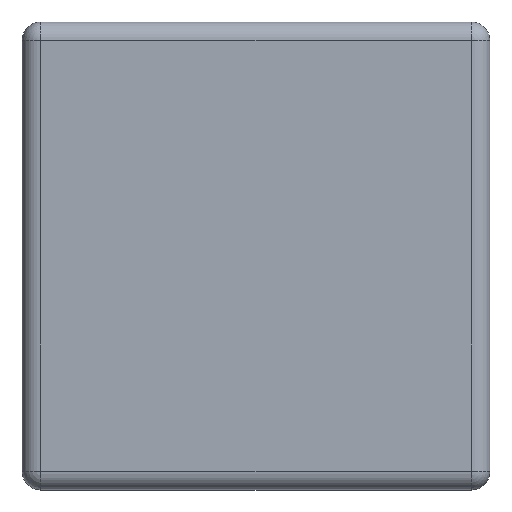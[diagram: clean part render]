
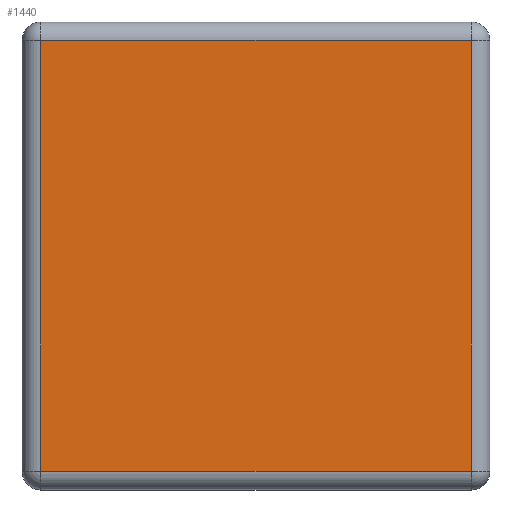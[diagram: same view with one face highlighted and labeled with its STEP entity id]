
A CAD part, top view. The second image highlights one B-rep face of the part: STEP entity #1440.
In plain terms, the highlighted planar face has unit normal (0, 0, 1).
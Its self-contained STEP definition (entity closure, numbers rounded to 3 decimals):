
#723 = CYLINDRICAL_SURFACE('',#724,1.);
#724 = AXIS2_PLACEMENT_3D('',#725,#726,#727);
#725 = CARTESIAN_POINT('',(0.,1.,9.2));
#726 = DIRECTION('',(1.,0.,0.));
#727 = DIRECTION('',(0.,-1.,-0.));
#1071 = VERTEX_POINT('',#1072);
#1072 = CARTESIAN_POINT('',(1.,1.,10.2));
#1092 = EDGE_CURVE('',#1071,#1093,#1095,.T.);
#1093 = VERTEX_POINT('',#1094);
#1094 = CARTESIAN_POINT('',(24.4,1.,10.2));
#1095 = SURFACE_CURVE('',#1096,(#1100,#1107),.PCURVE_S1.);
#1096 = LINE('',#1097,#1098);
#1097 = CARTESIAN_POINT('',(0.,1.,10.2));
#1098 = VECTOR('',#1099,1.);
#1099 = DIRECTION('',(1.,0.,0.));
#1100 = PCURVE('',#723,#1101);
#1101 = DEFINITIONAL_REPRESENTATION('',(#1102),#1106);
#1102 = LINE('',#1103,#1104);
#1103 = CARTESIAN_POINT('',(-1.571,0.));
#1104 = VECTOR('',#1105,1.);
#1105 = DIRECTION('',(-0.,1.));
#1106 = ( GEOMETRIC_REPRESENTATION_CONTEXT(2) 
PARAMETRIC_REPRESENTATION_CONTEXT() REPRESENTATION_CONTEXT('2D SPACE',''
  ) );
#1107 = PCURVE('',#1108,#1113);
#1108 = PLANE('',#1109);
#1109 = AXIS2_PLACEMENT_3D('',#1110,#1111,#1112);
#1110 = CARTESIAN_POINT('',(12.7,12.7,10.2));
#1111 = DIRECTION('',(0.,0.,1.));
#1112 = DIRECTION('',(1.,0.,0.));
#1113 = DEFINITIONAL_REPRESENTATION('',(#1114),#1118);
#1114 = LINE('',#1115,#1116);
#1115 = CARTESIAN_POINT('',(-12.7,-11.7));
#1116 = VECTOR('',#1117,1.);
#1117 = DIRECTION('',(1.,0.));
#1118 = ( GEOMETRIC_REPRESENTATION_CONTEXT(2) 
PARAMETRIC_REPRESENTATION_CONTEXT() REPRESENTATION_CONTEXT('2D SPACE',''
  ) );
#1182 = CYLINDRICAL_SURFACE('',#1183,1.);
#1183 = AXIS2_PLACEMENT_3D('',#1184,#1185,#1186);
#1184 = CARTESIAN_POINT('',(1.,25.4,9.2));
#1185 = DIRECTION('',(0.,-1.,0.));
#1186 = DIRECTION('',(-1.,0.,0.));
#1216 = CYLINDRICAL_SURFACE('',#1217,1.);
#1217 = AXIS2_PLACEMENT_3D('',#1218,#1219,#1220);
#1218 = CARTESIAN_POINT('',(24.4,0.,9.2));
#1219 = DIRECTION('',(0.,1.,0.));
#1220 = DIRECTION('',(1.,0.,-0.));
#1378 = CYLINDRICAL_SURFACE('',#1379,1.);
#1379 = AXIS2_PLACEMENT_3D('',#1380,#1381,#1382);
#1380 = CARTESIAN_POINT('',(25.4,24.4,9.2));
#1381 = DIRECTION('',(-1.,0.,0.));
#1382 = DIRECTION('',(0.,1.,-0.));
#1440 = ADVANCED_FACE('',(#1441),#1108,.T.);
#1441 = FACE_BOUND('',#1442,.T.);
#1442 = EDGE_LOOP('',(#1443,#1444,#1467,#1490));
#1443 = ORIENTED_EDGE('',*,*,#1092,.T.);
#1444 = ORIENTED_EDGE('',*,*,#1445,.T.);
#1445 = EDGE_CURVE('',#1093,#1446,#1448,.T.);
#1446 = VERTEX_POINT('',#1447);
#1447 = CARTESIAN_POINT('',(24.4,24.4,10.2));
#1448 = SURFACE_CURVE('',#1449,(#1453,#1460),.PCURVE_S1.);
#1449 = LINE('',#1450,#1451);
#1450 = CARTESIAN_POINT('',(24.4,0.,10.2));
#1451 = VECTOR('',#1452,1.);
#1452 = DIRECTION('',(0.,1.,0.));
#1453 = PCURVE('',#1108,#1454);
#1454 = DEFINITIONAL_REPRESENTATION('',(#1455),#1459);
#1455 = LINE('',#1456,#1457);
#1456 = CARTESIAN_POINT('',(11.7,-12.7));
#1457 = VECTOR('',#1458,1.);
#1458 = DIRECTION('',(0.,1.));
#1459 = ( GEOMETRIC_REPRESENTATION_CONTEXT(2) 
PARAMETRIC_REPRESENTATION_CONTEXT() REPRESENTATION_CONTEXT('2D SPACE',''
  ) );
#1460 = PCURVE('',#1216,#1461);
#1461 = DEFINITIONAL_REPRESENTATION('',(#1462),#1466);
#1462 = LINE('',#1463,#1464);
#1463 = CARTESIAN_POINT('',(-1.571,0.));
#1464 = VECTOR('',#1465,1.);
#1465 = DIRECTION('',(-0.,1.));
#1466 = ( GEOMETRIC_REPRESENTATION_CONTEXT(2) 
PARAMETRIC_REPRESENTATION_CONTEXT() REPRESENTATION_CONTEXT('2D SPACE',''
  ) );
#1467 = ORIENTED_EDGE('',*,*,#1468,.T.);
#1468 = EDGE_CURVE('',#1446,#1469,#1471,.T.);
#1469 = VERTEX_POINT('',#1470);
#1470 = CARTESIAN_POINT('',(1.,24.4,10.2));
#1471 = SURFACE_CURVE('',#1472,(#1476,#1483),.PCURVE_S1.);
#1472 = LINE('',#1473,#1474);
#1473 = CARTESIAN_POINT('',(25.4,24.4,10.2));
#1474 = VECTOR('',#1475,1.);
#1475 = DIRECTION('',(-1.,0.,0.));
#1476 = PCURVE('',#1108,#1477);
#1477 = DEFINITIONAL_REPRESENTATION('',(#1478),#1482);
#1478 = LINE('',#1479,#1480);
#1479 = CARTESIAN_POINT('',(12.7,11.7));
#1480 = VECTOR('',#1481,1.);
#1481 = DIRECTION('',(-1.,0.));
#1482 = ( GEOMETRIC_REPRESENTATION_CONTEXT(2) 
PARAMETRIC_REPRESENTATION_CONTEXT() REPRESENTATION_CONTEXT('2D SPACE',''
  ) );
#1483 = PCURVE('',#1378,#1484);
#1484 = DEFINITIONAL_REPRESENTATION('',(#1485),#1489);
#1485 = LINE('',#1486,#1487);
#1486 = CARTESIAN_POINT('',(-1.571,0.));
#1487 = VECTOR('',#1488,1.);
#1488 = DIRECTION('',(-0.,1.));
#1489 = ( GEOMETRIC_REPRESENTATION_CONTEXT(2) 
PARAMETRIC_REPRESENTATION_CONTEXT() REPRESENTATION_CONTEXT('2D SPACE',''
  ) );
#1490 = ORIENTED_EDGE('',*,*,#1491,.T.);
#1491 = EDGE_CURVE('',#1469,#1071,#1492,.T.);
#1492 = SURFACE_CURVE('',#1493,(#1497,#1504),.PCURVE_S1.);
#1493 = LINE('',#1494,#1495);
#1494 = CARTESIAN_POINT('',(1.,25.4,10.2));
#1495 = VECTOR('',#1496,1.);
#1496 = DIRECTION('',(0.,-1.,0.));
#1497 = PCURVE('',#1108,#1498);
#1498 = DEFINITIONAL_REPRESENTATION('',(#1499),#1503);
#1499 = LINE('',#1500,#1501);
#1500 = CARTESIAN_POINT('',(-11.7,12.7));
#1501 = VECTOR('',#1502,1.);
#1502 = DIRECTION('',(0.,-1.));
#1503 = ( GEOMETRIC_REPRESENTATION_CONTEXT(2) 
PARAMETRIC_REPRESENTATION_CONTEXT() REPRESENTATION_CONTEXT('2D SPACE',''
  ) );
#1504 = PCURVE('',#1182,#1505);
#1505 = DEFINITIONAL_REPRESENTATION('',(#1506),#1510);
#1506 = LINE('',#1507,#1508);
#1507 = CARTESIAN_POINT('',(-1.571,0.));
#1508 = VECTOR('',#1509,1.);
#1509 = DIRECTION('',(-0.,1.));
#1510 = ( GEOMETRIC_REPRESENTATION_CONTEXT(2) 
PARAMETRIC_REPRESENTATION_CONTEXT() REPRESENTATION_CONTEXT('2D SPACE',''
  ) );
